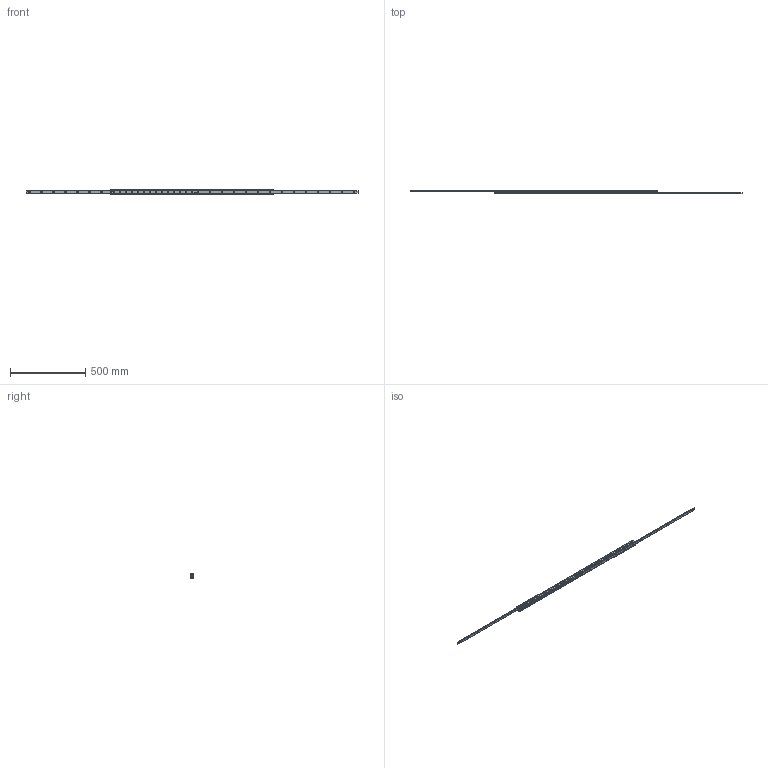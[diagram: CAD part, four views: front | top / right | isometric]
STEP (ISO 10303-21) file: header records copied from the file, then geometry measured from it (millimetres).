
FILE_DESCRIPTION((''),'2;1');
FILE_NAME('LCAH 28H-1090.GD.stp','2016-01-14T14:24:31',('MRathmann'),(''),'Autodesk Inventor 2012','Autodesk Inventor 2012','');
FILE_SCHEMA(('CONFIG_CONTROL_DESIGN'));
Length unit declared in the file: millimetre
Products named in the file (8): LCAH 28H-1090.GD.iam (Detailgenauigkeit1); LCH 28H-1090; LLMG 28H-1090; LLMD 28H-1090; KF.LCA 28H-0519.GZ; + AS.L 28H 4x3,8; + VKB.L 28H 4x7; + SC M4x0,75.Sonderlinear.GZ
Assembly tree (16 placements, depth 2):
  LCAH 28H-1090.GD.iam (Detailgenauigkeit1)
    LCH 28H-1090  x2
    LLMG 28H-1090
    LLMD 28H-1090
    KF.LCA 28H-0519.GZ  x2
    + AS.L 28H 4x3,8  x4
    + VKB.L 28H 4x7  x4
    + SC M4x0,75.Sonderlinear.GZ  x2
Bounding box: 2213 x 26 x 28 mm (x, y, z)
Volume: 590277.5 mm3; surface area: 386680.7 mm2
Topology: 16 solids, 16 shells, 512 faces, 1238 edges, 818 vertices
Faces by surface type: plane 238, cylinder 230, cone 38, torus 6
Full cylindrical faces by diameter (mm): 3.242 x4, 3.8 x4, 4 x14, 4.134 x14, 5 x4, 5.1 x54, 5.5 x14, 7 x2, 11 x54
Entity records: 8511 total; most frequent: DIRECTION 1528, CARTESIAN_POINT 1374, ORIENTED_EDGE 1144, AXIS2_PLACEMENT_3D 642, EDGE_LOOP 576, EDGE_CURVE 572, VERTEX_POINT 448, CIRCLE 324
